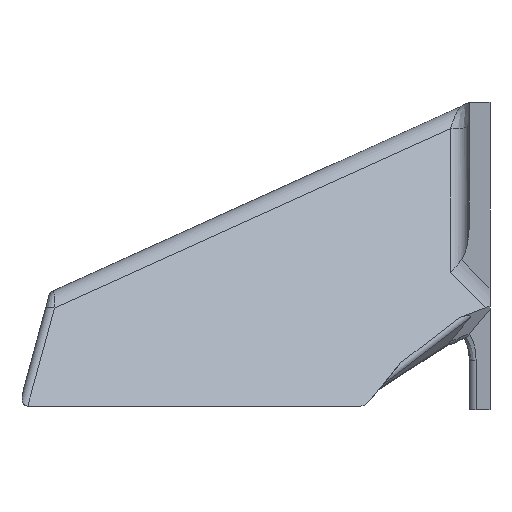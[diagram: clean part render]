
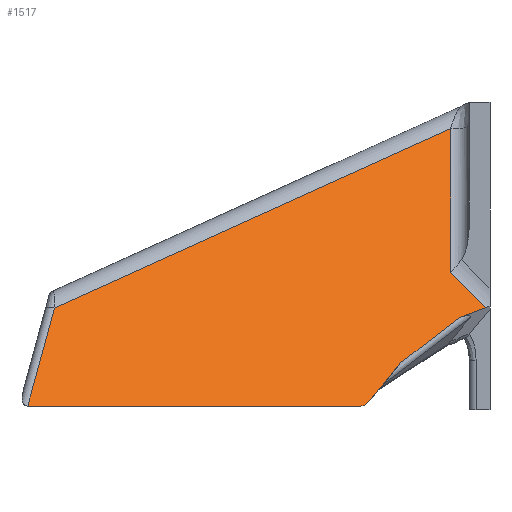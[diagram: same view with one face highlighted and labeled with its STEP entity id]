
A CAD part, left-side view. The second image highlights one B-rep face of the part: STEP entity #1517.
In plain terms, the highlighted planar face has unit normal (-0.879, -0.337, 0.337).
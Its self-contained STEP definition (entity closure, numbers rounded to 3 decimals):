
#85=B_SPLINE_CURVE_WITH_KNOTS('',3,(#2261,#2262,#2263,#2264,#2265,#2266,
#2267,#2268,#2269,#2270,#2271,#2272,#2273,#2274,#2275,#2276,#2277,#2278,
#2279,#2280,#2281,#2282,#2283,#2284,#2285,#2286,#2287,#2288,#2289,#2290,
#2291,#2292,#2293,#2294,#2295,#2296,#2297),.UNSPECIFIED.,.F.,.F.,(4,3,3,
3,3,3,3,3,3,3,3,3,4),(0.,0.02,0.039,0.057,
0.061,0.076,0.093,0.108,
0.11,0.124,0.137,0.149,
0.151),.UNSPECIFIED.);
#106=PLANE('',#1626);
#142=FACE_OUTER_BOUND('',#229,.T.);
#229=EDGE_LOOP('',(#1014,#1015,#1016,#1017,#1018,#1019,#1020,#1021,#1022));
#319=LINE('',#2242,#441);
#321=LINE('',#2248,#443);
#322=LINE('',#2250,#444);
#323=LINE('',#2252,#445);
#324=LINE('',#2254,#446);
#325=LINE('',#2256,#447);
#326=LINE('',#2258,#448);
#327=LINE('',#2260,#449);
#441=VECTOR('',#1792,10.);
#443=VECTOR('',#1798,10.);
#444=VECTOR('',#1799,10.);
#445=VECTOR('',#1800,10.);
#446=VECTOR('',#1801,10.);
#447=VECTOR('',#1802,10.);
#448=VECTOR('',#1803,10.);
#449=VECTOR('',#1804,10.);
#626=VERTEX_POINT('',#2239);
#627=VERTEX_POINT('',#2241);
#629=VERTEX_POINT('',#2247);
#630=VERTEX_POINT('',#2249);
#631=VERTEX_POINT('',#2251);
#632=VERTEX_POINT('',#2253);
#633=VERTEX_POINT('',#2255);
#634=VERTEX_POINT('',#2257);
#635=VERTEX_POINT('',#2259);
#776=EDGE_CURVE('',#626,#627,#319,.T.);
#779=EDGE_CURVE('',#629,#627,#321,.T.);
#780=EDGE_CURVE('',#626,#630,#322,.F.);
#781=EDGE_CURVE('',#631,#630,#323,.T.);
#782=EDGE_CURVE('',#632,#631,#324,.T.);
#783=EDGE_CURVE('',#633,#632,#325,.T.);
#784=EDGE_CURVE('',#634,#633,#326,.T.);
#785=EDGE_CURVE('',#635,#634,#327,.T.);
#786=EDGE_CURVE('',#629,#635,#85,.T.);
#1014=ORIENTED_EDGE('',*,*,#779,.T.);
#1015=ORIENTED_EDGE('',*,*,#776,.F.);
#1016=ORIENTED_EDGE('',*,*,#780,.T.);
#1017=ORIENTED_EDGE('',*,*,#781,.F.);
#1018=ORIENTED_EDGE('',*,*,#782,.F.);
#1019=ORIENTED_EDGE('',*,*,#783,.F.);
#1020=ORIENTED_EDGE('',*,*,#784,.F.);
#1021=ORIENTED_EDGE('',*,*,#785,.F.);
#1022=ORIENTED_EDGE('',*,*,#786,.F.);
#1517=ADVANCED_FACE('',(#142),#106,.T.);
#1626=AXIS2_PLACEMENT_3D('',#2246,#1796,#1797);
#1792=DIRECTION('',(-0.474,0.698,-0.536));
#1796=DIRECTION('center_axis',(-0.879,-0.337,0.337));
#1797=DIRECTION('ref_axis',(-0.477,0.621,-0.621));
#1798=DIRECTION('',(0.475,-0.561,0.678));
#1799=DIRECTION('',(-0.444,0.838,-0.317));
#1800=DIRECTION('',(0.,-0.707,-0.707));
#1801=DIRECTION('',(-0.358,0.,-0.934));
#1802=DIRECTION('',(0.453,-0.812,0.368));
#1803=DIRECTION('',(0.426,-0.238,0.873));
#1804=DIRECTION('',(-0.358,0.934,0.));
#2239=CARTESIAN_POINT('',(-39.549,-53.279,-0.36));
#2241=CARTESIAN_POINT('',(-45.309,-44.79,-6.877));
#2242=CARTESIAN_POINT('',(-33.138,-62.726,6.893));
#2246=CARTESIAN_POINT('Origin',(-27.094,-54.668,30.696));
#2247=CARTESIAN_POINT('',(-49.245,-40.148,-12.488));
#2248=CARTESIAN_POINT('',(-31.692,-60.852,12.535));
#2249=CARTESIAN_POINT('',(-37.54,-57.074,1.076));
#2250=CARTESIAN_POINT('',(-34.67,-62.499,3.13));
#2251=CARTESIAN_POINT('',(-37.54,-51.993,6.158));
#2252=CARTESIAN_POINT('',(-37.54,-46.977,11.174));
#2253=CARTESIAN_POINT('',(-29.568,-51.993,26.926));
#2254=CARTESIAN_POINT('',(-31.238,-51.993,22.576));
#2255=CARTESIAN_POINT('',(-61.469,5.194,1.009));
#2256=CARTESIAN_POINT('',(-28.047,-54.719,28.162));
#2257=CARTESIAN_POINT('',(-68.376,9.051,-13.128));
#2258=CARTESIAN_POINT('',(-46.804,-2.995,31.024));
#2259=CARTESIAN_POINT('',(-49.925,-39.017,-13.128));
#2260=CARTESIAN_POINT('',(-53.005,-30.993,-13.128));
#2261=CARTESIAN_POINT('Ctrl Pts',(-49.245,-40.149,-12.487));
#2262=CARTESIAN_POINT('Ctrl Pts',(-49.277,-40.111,-12.532));
#2263=CARTESIAN_POINT('Ctrl Pts',(-49.31,-40.071,-12.577));
#2264=CARTESIAN_POINT('Ctrl Pts',(-49.342,-40.03,-12.621));
#2265=CARTESIAN_POINT('Ctrl Pts',(-49.372,-39.991,-12.661));
#2266=CARTESIAN_POINT('Ctrl Pts',(-49.403,-39.951,-12.701));
#2267=CARTESIAN_POINT('Ctrl Pts',(-49.434,-39.909,-12.739));
#2268=CARTESIAN_POINT('Ctrl Pts',(-49.462,-39.87,-12.773));
#2269=CARTESIAN_POINT('Ctrl Pts',(-49.49,-39.83,-12.807));
#2270=CARTESIAN_POINT('Ctrl Pts',(-49.518,-39.788,-12.838));
#2271=CARTESIAN_POINT('Ctrl Pts',(-49.524,-39.779,-12.845));
#2272=CARTESIAN_POINT('Ctrl Pts',(-49.53,-39.77,-12.852));
#2273=CARTESIAN_POINT('Ctrl Pts',(-49.536,-39.761,-12.859));
#2274=CARTESIAN_POINT('Ctrl Pts',(-49.56,-39.724,-12.886));
#2275=CARTESIAN_POINT('Ctrl Pts',(-49.584,-39.687,-12.911));
#2276=CARTESIAN_POINT('Ctrl Pts',(-49.608,-39.648,-12.934));
#2277=CARTESIAN_POINT('Ctrl Pts',(-49.634,-39.606,-12.96));
#2278=CARTESIAN_POINT('Ctrl Pts',(-49.66,-39.563,-12.984));
#2279=CARTESIAN_POINT('Ctrl Pts',(-49.685,-39.518,-13.006));
#2280=CARTESIAN_POINT('Ctrl Pts',(-49.708,-39.478,-13.025));
#2281=CARTESIAN_POINT('Ctrl Pts',(-49.731,-39.437,-13.042));
#2282=CARTESIAN_POINT('Ctrl Pts',(-49.752,-39.396,-13.058));
#2283=CARTESIAN_POINT('Ctrl Pts',(-49.755,-39.391,-13.06));
#2284=CARTESIAN_POINT('Ctrl Pts',(-49.758,-39.386,-13.061));
#2285=CARTESIAN_POINT('Ctrl Pts',(-49.76,-39.38,-13.063));
#2286=CARTESIAN_POINT('Ctrl Pts',(-49.78,-39.342,-13.077));
#2287=CARTESIAN_POINT('Ctrl Pts',(-49.8,-39.302,-13.089));
#2288=CARTESIAN_POINT('Ctrl Pts',(-49.819,-39.262,-13.098));
#2289=CARTESIAN_POINT('Ctrl Pts',(-49.838,-39.222,-13.108));
#2290=CARTESIAN_POINT('Ctrl Pts',(-49.857,-39.182,-13.115));
#2291=CARTESIAN_POINT('Ctrl Pts',(-49.874,-39.141,-13.12));
#2292=CARTESIAN_POINT('Ctrl Pts',(-49.89,-39.104,-13.125));
#2293=CARTESIAN_POINT('Ctrl Pts',(-49.905,-39.066,-13.128));
#2294=CARTESIAN_POINT('Ctrl Pts',(-49.92,-39.028,-13.128));
#2295=CARTESIAN_POINT('Ctrl Pts',(-49.922,-39.024,-13.128));
#2296=CARTESIAN_POINT('Ctrl Pts',(-49.923,-39.021,-13.128));
#2297=CARTESIAN_POINT('Ctrl Pts',(-49.925,-39.017,-13.128));
